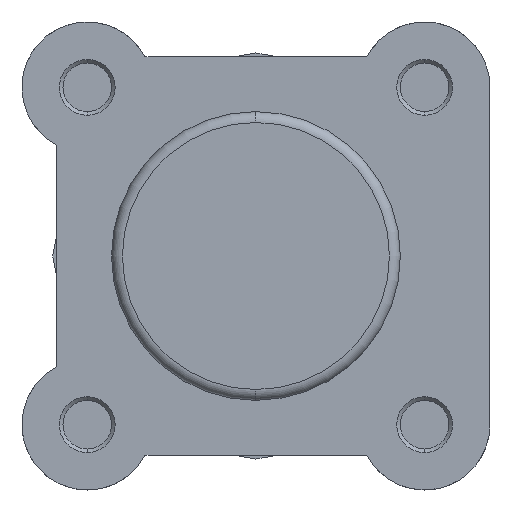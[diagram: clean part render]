
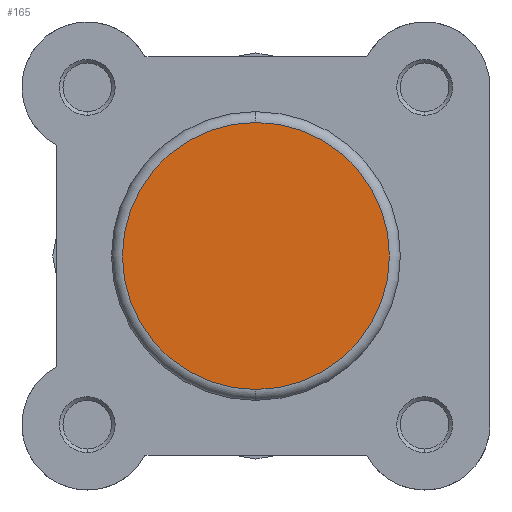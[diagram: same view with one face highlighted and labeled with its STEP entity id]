
A CAD part, left-side view. The second image highlights one B-rep face of the part: STEP entity #165.
In plain terms, the highlighted planar face has unit normal (-1, 0, 0).
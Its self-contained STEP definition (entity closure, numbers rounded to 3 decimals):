
#165 = ADVANCED_FACE ( 'NONE', ( #5685 ), #591, .F. ) ;
#361 = EDGE_CURVE ( 'NONE', #4768, #4780, #1740, .T. ) ;
#590 = CARTESIAN_POINT ( 'NONE',  ( 0., 0., 0. ) ) ;
#591 = PLANE ( 'NONE',  #2686 ) ;
#593 = DIRECTION ( 'NONE',  ( 1., 0., 0. ) ) ;
#594 = DIRECTION ( 'NONE',  ( 0., 0., -1. ) ) ;
#1185 = CARTESIAN_POINT ( 'NONE',  ( 0., 0., 0. ) ) ;
#1192 = DIRECTION ( 'NONE',  ( -1., 0., 0. ) ) ;
#1193 = DIRECTION ( 'NONE',  ( 0., 0., -1. ) ) ;
#1453 = CARTESIAN_POINT ( 'NONE',  ( 0., 0., 0. ) ) ;
#1459 = DIRECTION ( 'NONE',  ( -1., 0., 0. ) ) ;
#1460 = DIRECTION ( 'NONE',  ( 0., 0., -1. ) ) ;
#1740 = CIRCLE ( 'NONE', #2812, 18.4 ) ;
#1889 = CIRCLE ( 'NONE', #2872, 18.4 ) ;
#2347 = EDGE_CURVE ( 'NONE', #4780, #4768, #1889, .T. ) ;
#2686 = AXIS2_PLACEMENT_3D ( 'NONE', #590, #593, #594 ) ;
#2812 = AXIS2_PLACEMENT_3D ( 'NONE', #1185, #1192, #1193 ) ;
#2872 = AXIS2_PLACEMENT_3D ( 'NONE', #1453, #1459, #1460 ) ;
#3413 = ORIENTED_EDGE ( 'NONE', *, *, #2347, .T. ) ;
#3414 = ORIENTED_EDGE ( 'NONE', *, *, #361, .T. ) ;
#3838 = EDGE_LOOP ( 'NONE', ( #3414, #3413 ) ) ;
#4768 = VERTEX_POINT ( 'NONE', #5370 ) ;
#4780 = VERTEX_POINT ( 'NONE', #5382 ) ;
#5370 = CARTESIAN_POINT ( 'NONE',  ( 0., 0., -18.4 ) ) ;
#5382 = CARTESIAN_POINT ( 'NONE',  ( 0., 0., 18.4 ) ) ;
#5685 = FACE_OUTER_BOUND ( 'NONE', #3838, .T. ) ;
